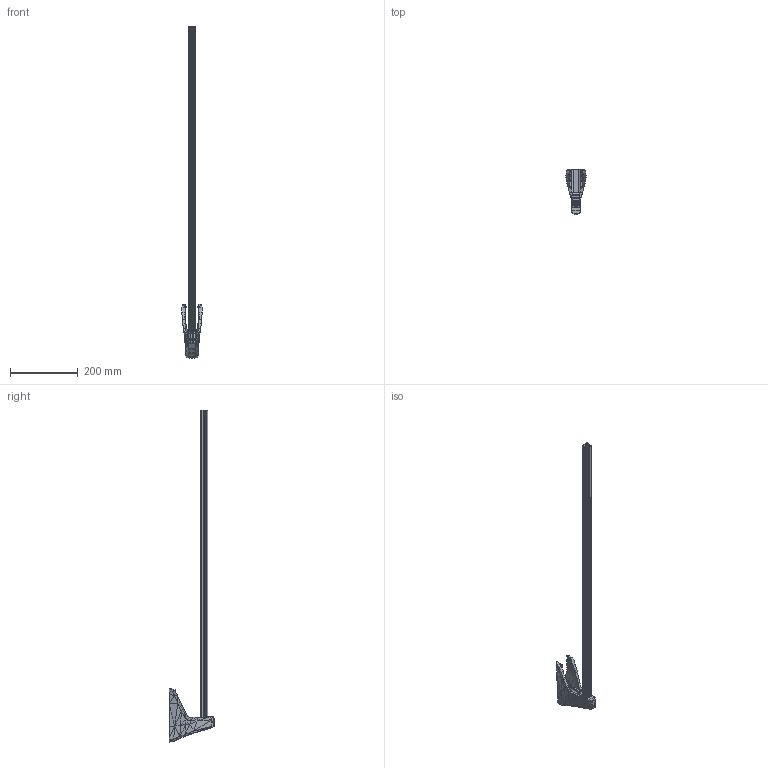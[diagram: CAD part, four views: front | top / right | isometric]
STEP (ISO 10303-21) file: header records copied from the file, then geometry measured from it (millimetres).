
FILE_DESCRIPTION(/* description */ (''),/* implementation_level */ '2;1');
FILE_NAME(/* name */ 'Swbus2_Step_Asy v2.step',/* time_stamp */ '2022-12-19T15:23:51-05:00',/* author */ (''),/* organization */ (''),/* preprocessor_version */ 'ST-DEVELOPER v19.2',/* originating_system */ 'Autodesk Translation Framework v11.17.0.187',/* authorisation */ '');
FILE_SCHEMA (('AUTOMOTIVE_DESIGN { 1 0 10303 214 3 1 1 }'));
Length unit declared in the file: millimetre
Products named in the file (3): Swbus2_Step_Asy; 5537T502_T-Slotted Framing; Stock_Butt
Assembly tree (2 placements, depth 2):
  Swbus2_Step_Asy
    5537T502_T-Slotted Framing
    Stock_Butt
Bounding box: 59.91 x 134.05 x 976.53 mm (x, y, z)
Volume: 398653.9 mm3; surface area: 199873.3 mm2
Topology: 2 solids, 2 shells, 452 faces, 1021 edges, 574 vertices
Faces by surface type: plane 367, cylinder 77, cone 4, bspline 4
Full cylindrical faces by diameter (mm): 3.5 x4, 4.3 x1, 5.1 x2, 5.5 x1, 13 x2
Entity records: 12544 total; most frequent: CARTESIAN_POINT 2442, DIRECTION 2087, ORIENTED_EDGE 2038, EDGE_CURVE 1019, LINE 813, VECTOR 813, AXIS2_PLACEMENT_3D 637, VERTEX_POINT 574
